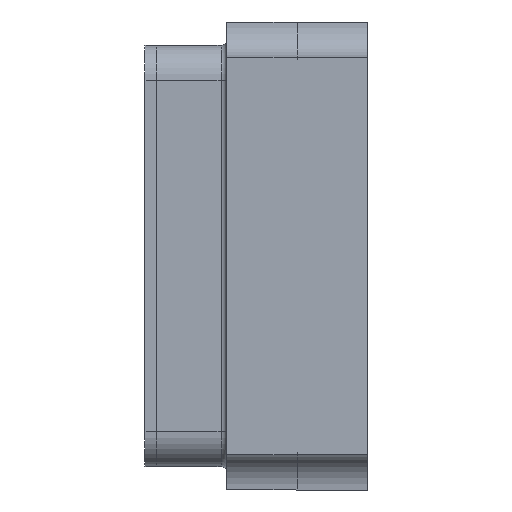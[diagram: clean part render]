
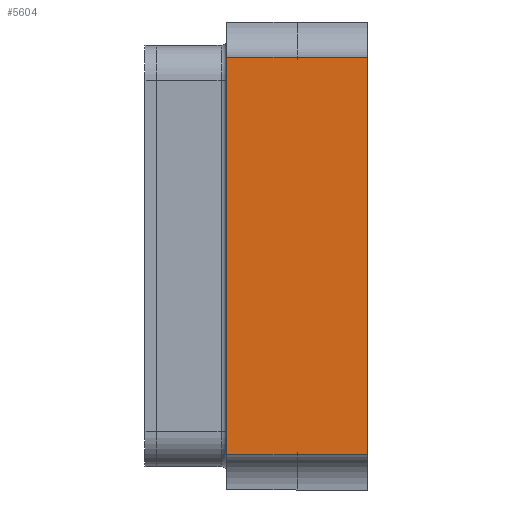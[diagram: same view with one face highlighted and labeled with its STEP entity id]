
A CAD part, left-side view. The second image highlights one B-rep face of the part: STEP entity #5604.
In plain terms, the highlighted planar face has unit normal (-1, 0, 0).
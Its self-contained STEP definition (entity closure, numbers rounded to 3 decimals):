
#556 = DIRECTION ( 'NONE',  ( 0., 0., 1. ) ) ;
#664 = VERTEX_POINT ( 'NONE', #6152 ) ;
#879 = LINE ( 'NONE', #5213, #1774 ) ;
#949 = LINE ( 'NONE', #7677, #7567 ) ;
#1043 = AXIS2_PLACEMENT_3D ( 'NONE', #2371, #5103, #1113 ) ;
#1113 = DIRECTION ( 'NONE',  ( 0., 0., -1. ) ) ;
#1594 = LINE ( 'NONE', #6002, #4950 ) ;
#1676 = CARTESIAN_POINT ( 'NONE',  ( -1.25, -0.001, -0.85 ) ) ;
#1707 = PLANE ( 'NONE',  #1043 ) ;
#1761 = ORIENTED_EDGE ( 'NONE', *, *, #5675, .T. ) ;
#1774 = VECTOR ( 'NONE', #556, 1000. ) ;
#1889 = EDGE_LOOP ( 'NONE', ( #6471, #8316, #7832, #1761, #3152, #2386 ) ) ;
#2343 = DIRECTION ( 'NONE',  ( 0., 1., 0. ) ) ;
#2371 = CARTESIAN_POINT ( 'NONE',  ( -1.25, 0.6, -1. ) ) ;
#2386 = ORIENTED_EDGE ( 'NONE', *, *, #5789, .F. ) ;
#2501 = VECTOR ( 'NONE', #4624, 1000. ) ;
#2643 = CARTESIAN_POINT ( 'NONE',  ( -1.25, -0.001, 0.85 ) ) ;
#3152 = ORIENTED_EDGE ( 'NONE', *, *, #8540, .F. ) ;
#3312 = DIRECTION ( 'NONE',  ( 0., -1., 0. ) ) ;
#3356 = VECTOR ( 'NONE', #2343, 1000. ) ;
#3679 = VERTEX_POINT ( 'NONE', #6988 ) ;
#3701 = EDGE_CURVE ( 'NONE', #5852, #3679, #949, .T. ) ;
#4493 = LINE ( 'NONE', #7221, #2501 ) ;
#4624 = DIRECTION ( 'NONE',  ( 0., -1., 0. ) ) ;
#4637 = CARTESIAN_POINT ( 'NONE',  ( -1.25, 0.3, 0.85 ) ) ;
#4760 = VERTEX_POINT ( 'NONE', #6681 ) ;
#4950 = VECTOR ( 'NONE', #6682, 1000. ) ;
#4958 = LINE ( 'NONE', #1676, #3356 ) ;
#5103 = DIRECTION ( 'NONE',  ( 1., 0., 0. ) ) ;
#5213 = CARTESIAN_POINT ( 'NONE',  ( -1.25, 0., -1. ) ) ;
#5428 = LINE ( 'NONE', #2643, #7375 ) ;
#5604 = ADVANCED_FACE ( 'NONE', ( #8416 ), #1707, .F. ) ;
#5675 = EDGE_CURVE ( 'NONE', #5852, #6091, #879, .T. ) ;
#5782 = VERTEX_POINT ( 'NONE', #4637 ) ;
#5789 = EDGE_CURVE ( 'NONE', #4760, #5782, #5428, .T. ) ;
#5852 = VERTEX_POINT ( 'NONE', #6034 ) ;
#6002 = CARTESIAN_POINT ( 'NONE',  ( -1.25, 0.6, -1. ) ) ;
#6034 = CARTESIAN_POINT ( 'NONE',  ( -1.25, 0., -0.85 ) ) ;
#6091 = VERTEX_POINT ( 'NONE', #6953 ) ;
#6152 = CARTESIAN_POINT ( 'NONE',  ( -1.25, 0.6, -0.85 ) ) ;
#6452 = DIRECTION ( 'NONE',  ( 0., 1., 0. ) ) ;
#6471 = ORIENTED_EDGE ( 'NONE', *, *, #8273, .F. ) ;
#6681 = CARTESIAN_POINT ( 'NONE',  ( -1.25, 0.6, 0.85 ) ) ;
#6682 = DIRECTION ( 'NONE',  ( 0., 0., 1. ) ) ;
#6953 = CARTESIAN_POINT ( 'NONE',  ( -1.25, 0., 0.85 ) ) ;
#6988 = CARTESIAN_POINT ( 'NONE',  ( -1.25, 0.3, -0.85 ) ) ;
#7221 = CARTESIAN_POINT ( 'NONE',  ( -1.25, 0.3, 0.85 ) ) ;
#7375 = VECTOR ( 'NONE', #3312, 1000. ) ;
#7567 = VECTOR ( 'NONE', #6452, 1000. ) ;
#7677 = CARTESIAN_POINT ( 'NONE',  ( -1.25, -0.001, -0.85 ) ) ;
#7832 = ORIENTED_EDGE ( 'NONE', *, *, #3701, .F. ) ;
#7964 = EDGE_CURVE ( 'NONE', #3679, #664, #4958, .T. ) ;
#8273 = EDGE_CURVE ( 'NONE', #664, #4760, #1594, .T. ) ;
#8316 = ORIENTED_EDGE ( 'NONE', *, *, #7964, .F. ) ;
#8416 = FACE_OUTER_BOUND ( 'NONE', #1889, .T. ) ;
#8540 = EDGE_CURVE ( 'NONE', #5782, #6091, #4493, .T. ) ;
